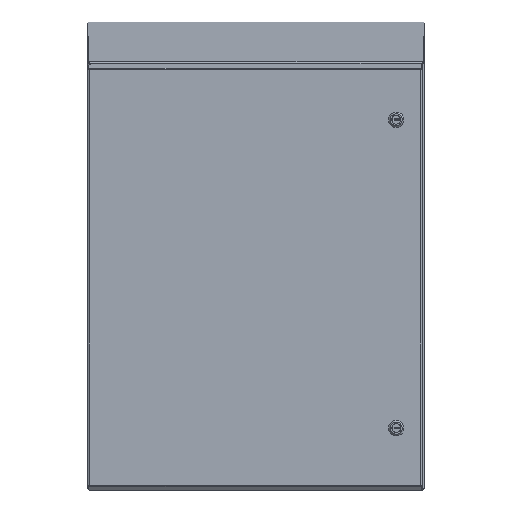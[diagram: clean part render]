
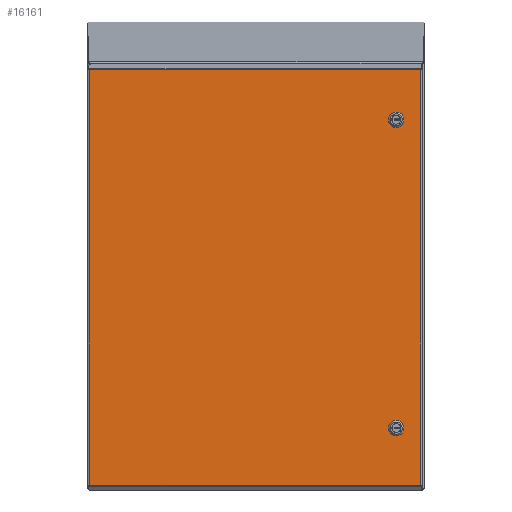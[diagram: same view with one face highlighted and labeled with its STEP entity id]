
A CAD part, top view. The second image highlights one B-rep face of the part: STEP entity #16161.
In plain terms, the highlighted planar face has unit normal (0, 0, 1).
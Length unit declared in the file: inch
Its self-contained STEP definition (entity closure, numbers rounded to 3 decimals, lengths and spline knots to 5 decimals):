
#589=PLANE('',#17444);
#1671=LINE('',#31396,#2889);
#1675=LINE('',#31408,#2893);
#1679=LINE('',#31420,#2897);
#1683=LINE('',#31430,#2901);
#1687=LINE('',#31444,#2905);
#1691=LINE('',#31456,#2909);
#1695=LINE('',#31468,#2913);
#1699=LINE('',#31478,#2917);
#1705=LINE('',#31513,#2923);
#1735=LINE('',#31801,#2953);
#1751=LINE('',#32091,#2969);
#1753=LINE('',#32095,#2971);
#2889=VECTOR('',#20394,0.42712);
#2893=VECTOR('',#20406,0.42712);
#2897=VECTOR('',#20418,0.42712);
#2901=VECTOR('',#20430,0.42712);
#2905=VECTOR('',#20442,0.42712);
#2909=VECTOR('',#20454,0.42712);
#2913=VECTOR('',#20466,0.42712);
#2917=VECTOR('',#20478,0.42712);
#2923=VECTOR('',#20488,29.64636);
#2953=VECTOR('',#20540,29.64636);
#2969=VECTOR('',#20574,23.6645);
#2971=VECTOR('',#20580,23.6645);
#3772=FACE_BOUND('',#5553,.T.);
#3773=FACE_BOUND('',#5554,.T.);
#3774=FACE_BOUND('',#5555,.T.);
#5553=EDGE_LOOP('',(#12714,#12715,#12716,#12717,#12718,#12719,#12720,#12721));
#5554=EDGE_LOOP('',(#12722,#12723,#12724,#12725,#12726,#12727,#12728,#12729));
#5555=EDGE_LOOP('',(#12730,#12731,#12732,#12733));
#6315=CIRCLE('',#17389,0.453);
#6317=CIRCLE('',#17393,0.453);
#6319=CIRCLE('',#17397,0.453);
#6321=CIRCLE('',#17401,0.453);
#6323=CIRCLE('',#17405,0.453);
#6325=CIRCLE('',#17409,0.453);
#6327=CIRCLE('',#17413,0.453);
#6329=CIRCLE('',#17417,0.453);
#7392=VERTEX_POINT('',#31387);
#7393=VERTEX_POINT('',#31389);
#7395=VERTEX_POINT('',#31395);
#7397=VERTEX_POINT('',#31401);
#7399=VERTEX_POINT('',#31407);
#7401=VERTEX_POINT('',#31413);
#7403=VERTEX_POINT('',#31419);
#7405=VERTEX_POINT('',#31425);
#7408=VERTEX_POINT('',#31435);
#7409=VERTEX_POINT('',#31437);
#7411=VERTEX_POINT('',#31443);
#7413=VERTEX_POINT('',#31449);
#7415=VERTEX_POINT('',#31455);
#7417=VERTEX_POINT('',#31461);
#7419=VERTEX_POINT('',#31467);
#7421=VERTEX_POINT('',#31473);
#7427=VERTEX_POINT('',#31490);
#7430=VERTEX_POINT('',#31505);
#7454=VERTEX_POINT('',#31759);
#7456=VERTEX_POINT('',#31800);
#9182=EDGE_CURVE('',#7393,#7392,#6315,.T.);
#9185=EDGE_CURVE('',#7395,#7393,#1671,.T.);
#9188=EDGE_CURVE('',#7397,#7395,#6317,.T.);
#9191=EDGE_CURVE('',#7399,#7397,#1675,.T.);
#9194=EDGE_CURVE('',#7401,#7399,#6319,.T.);
#9197=EDGE_CURVE('',#7403,#7401,#1679,.T.);
#9200=EDGE_CURVE('',#7405,#7403,#6321,.T.);
#9203=EDGE_CURVE('',#7392,#7405,#1683,.T.);
#9206=EDGE_CURVE('',#7409,#7408,#6323,.T.);
#9209=EDGE_CURVE('',#7411,#7409,#1687,.T.);
#9212=EDGE_CURVE('',#7413,#7411,#6325,.T.);
#9215=EDGE_CURVE('',#7415,#7413,#1691,.T.);
#9218=EDGE_CURVE('',#7417,#7415,#6327,.T.);
#9221=EDGE_CURVE('',#7419,#7417,#1695,.T.);
#9224=EDGE_CURVE('',#7421,#7419,#6329,.T.);
#9227=EDGE_CURVE('',#7408,#7421,#1699,.T.);
#9236=EDGE_CURVE('',#7427,#7430,#1705,.T.);
#9280=EDGE_CURVE('',#7456,#7454,#1735,.T.);
#9310=EDGE_CURVE('',#7430,#7456,#1751,.T.);
#9312=EDGE_CURVE('',#7454,#7427,#1753,.T.);
#12714=ORIENTED_EDGE('',*,*,#9182,.T.);
#12715=ORIENTED_EDGE('',*,*,#9203,.T.);
#12716=ORIENTED_EDGE('',*,*,#9200,.T.);
#12717=ORIENTED_EDGE('',*,*,#9197,.T.);
#12718=ORIENTED_EDGE('',*,*,#9194,.T.);
#12719=ORIENTED_EDGE('',*,*,#9191,.T.);
#12720=ORIENTED_EDGE('',*,*,#9188,.T.);
#12721=ORIENTED_EDGE('',*,*,#9185,.T.);
#12722=ORIENTED_EDGE('',*,*,#9206,.T.);
#12723=ORIENTED_EDGE('',*,*,#9227,.T.);
#12724=ORIENTED_EDGE('',*,*,#9224,.T.);
#12725=ORIENTED_EDGE('',*,*,#9221,.T.);
#12726=ORIENTED_EDGE('',*,*,#9218,.T.);
#12727=ORIENTED_EDGE('',*,*,#9215,.T.);
#12728=ORIENTED_EDGE('',*,*,#9212,.T.);
#12729=ORIENTED_EDGE('',*,*,#9209,.T.);
#12730=ORIENTED_EDGE('',*,*,#9312,.T.);
#12731=ORIENTED_EDGE('',*,*,#9236,.T.);
#12732=ORIENTED_EDGE('',*,*,#9310,.T.);
#12733=ORIENTED_EDGE('',*,*,#9280,.T.);
#16161=ADVANCED_FACE('',(#3772,#3773,#3774),#589,.T.);
#17389=AXIS2_PLACEMENT_3D('',#31390,#20388,#20389);
#17393=AXIS2_PLACEMENT_3D('',#31402,#20400,#20401);
#17397=AXIS2_PLACEMENT_3D('',#31414,#20412,#20413);
#17401=AXIS2_PLACEMENT_3D('',#31426,#20424,#20425);
#17405=AXIS2_PLACEMENT_3D('',#31438,#20436,#20437);
#17409=AXIS2_PLACEMENT_3D('',#31450,#20448,#20449);
#17413=AXIS2_PLACEMENT_3D('',#31462,#20460,#20461);
#17417=AXIS2_PLACEMENT_3D('',#31474,#20472,#20473);
#17444=AXIS2_PLACEMENT_3D('',#32097,#20583,#20584);
#20388=DIRECTION('center_axis',(0.,0.,-1.));
#20389=DIRECTION('ref_axis',(0.882,0.471,0.));
#20394=DIRECTION('',(1.,0.,0.));
#20400=DIRECTION('center_axis',(0.,0.,-1.));
#20401=DIRECTION('ref_axis',(-0.471,0.882,0.));
#20406=DIRECTION('',(0.,1.,0.));
#20412=DIRECTION('center_axis',(0.,0.,-1.));
#20413=DIRECTION('ref_axis',(-0.882,-0.471,0.));
#20418=DIRECTION('',(-1.,0.,0.));
#20424=DIRECTION('center_axis',(0.,0.,-1.));
#20425=DIRECTION('ref_axis',(0.471,-0.882,0.));
#20430=DIRECTION('',(0.,-1.,0.));
#20436=DIRECTION('center_axis',(0.,0.,-1.));
#20437=DIRECTION('ref_axis',(0.882,0.471,0.));
#20442=DIRECTION('',(1.,0.,0.));
#20448=DIRECTION('center_axis',(0.,0.,-1.));
#20449=DIRECTION('ref_axis',(-0.471,0.882,0.));
#20454=DIRECTION('',(0.,1.,0.));
#20460=DIRECTION('center_axis',(0.,0.,-1.));
#20461=DIRECTION('ref_axis',(-0.882,-0.471,0.));
#20466=DIRECTION('',(-1.,0.,0.));
#20472=DIRECTION('center_axis',(0.,0.,-1.));
#20473=DIRECTION('ref_axis',(0.471,-0.882,0.));
#20478=DIRECTION('',(0.,-1.,0.));
#20488=DIRECTION('',(0.,1.,0.));
#20540=DIRECTION('',(0.,-1.,0.));
#20574=DIRECTION('',(-1.,0.,0.));
#20580=DIRECTION('',(1.,0.,0.));
#20583=DIRECTION('center_axis',(0.,0.,1.));
#20584=DIRECTION('ref_axis',(1.,0.,0.));
#31387=CARTESIAN_POINT('',(21.96087,-24.93316,0.074));
#31389=CARTESIAN_POINT('',(21.77499,-24.74723,0.074));
#31390=CARTESIAN_POINT('Origin',(21.56134,-25.14668,0.074));
#31395=CARTESIAN_POINT('',(21.34787,-24.74723,0.074));
#31396=CARTESIAN_POINT('',(16.63693,-24.74723,0.074));
#31401=CARTESIAN_POINT('',(21.16187,-24.93316,0.074));
#31402=CARTESIAN_POINT('Origin',(21.56134,-25.14677,0.074));
#31407=CARTESIAN_POINT('',(21.16187,-25.36029,0.074));
#31408=CARTESIAN_POINT('',(21.16187,-19.66494,0.074));
#31413=CARTESIAN_POINT('',(21.3478,-25.54623,0.074));
#31414=CARTESIAN_POINT('Origin',(21.56137,-25.14673,0.074));
#31419=CARTESIAN_POINT('',(21.77493,-25.54623,0.074));
#31420=CARTESIAN_POINT('',(16.42333,-25.54623,0.074));
#31425=CARTESIAN_POINT('',(21.96087,-25.36029,0.074));
#31426=CARTESIAN_POINT('Origin',(21.56137,-25.14673,0.074));
#31430=CARTESIAN_POINT('',(21.96087,-19.87851,0.074));
#31435=CARTESIAN_POINT('',(21.96087,-2.93316,0.074));
#31437=CARTESIAN_POINT('',(21.77499,-2.74723,0.074));
#31438=CARTESIAN_POINT('Origin',(21.56134,-3.14668,0.074));
#31443=CARTESIAN_POINT('',(21.34787,-2.74723,0.074));
#31444=CARTESIAN_POINT('',(16.63693,-2.74723,0.074));
#31449=CARTESIAN_POINT('',(21.16187,-2.93316,0.074));
#31450=CARTESIAN_POINT('Origin',(21.56134,-3.14677,0.074));
#31455=CARTESIAN_POINT('',(21.16187,-3.36029,0.074));
#31456=CARTESIAN_POINT('',(21.16187,-8.66494,0.074));
#31461=CARTESIAN_POINT('',(21.3478,-3.54623,0.074));
#31462=CARTESIAN_POINT('Origin',(21.56137,-3.14673,0.074));
#31467=CARTESIAN_POINT('',(21.77493,-3.54623,0.074));
#31468=CARTESIAN_POINT('',(16.42333,-3.54623,0.074));
#31473=CARTESIAN_POINT('',(21.96087,-3.36029,0.074));
#31474=CARTESIAN_POINT('Origin',(21.56137,-3.14673,0.074));
#31478=CARTESIAN_POINT('',(21.96087,-8.87851,0.074));
#31490=CARTESIAN_POINT('',(23.33112,-29.2199,0.074));
#31505=CARTESIAN_POINT('',(23.33112,0.42645,0.074));
#31513=CARTESIAN_POINT('',(23.33112,-21.84516,0.074));
#31759=CARTESIAN_POINT('',(-0.33338,-29.2199,0.074));
#31800=CARTESIAN_POINT('',(-0.33338,0.42645,0.074));
#31801=CARTESIAN_POINT('',(-0.33338,-6.94829,0.074));
#32091=CARTESIAN_POINT('',(17.41499,0.42645,0.074));
#32095=CARTESIAN_POINT('',(5.58274,-29.2199,0.074));
#32097=CARTESIAN_POINT('Origin',(11.49887,-14.39673,0.074));
